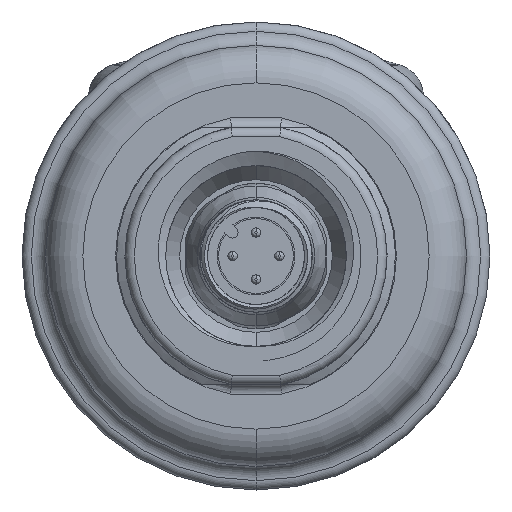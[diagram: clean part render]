
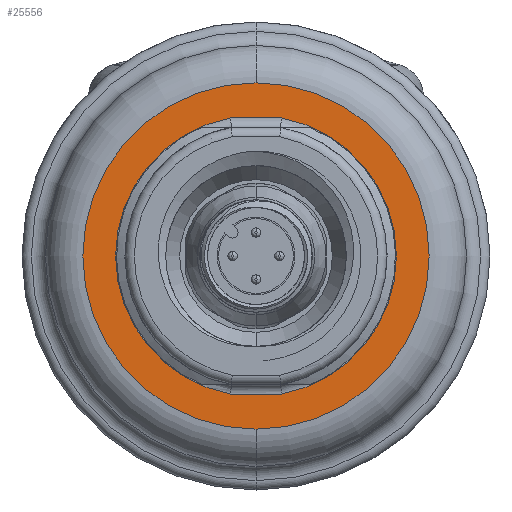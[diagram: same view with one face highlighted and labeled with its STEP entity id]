
A CAD part, front view. The second image highlights one B-rep face of the part: STEP entity #25556.
In plain terms, the highlighted planar face has unit normal (0, -1, 0).
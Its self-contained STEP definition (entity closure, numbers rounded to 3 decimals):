
#3751=CARTESIAN_POINT('',(0.,-3.,0.));
#3752=DIRECTION('',(0.,-1.,0.));
#3753=DIRECTION('',(0.,0.,-1.));
#3754=AXIS2_PLACEMENT_3D('',#3751,#3752,#3753);
#3756=CARTESIAN_POINT('',(0.,-3.,0.));
#3757=DIRECTION('',(0.,-1.,0.));
#3758=DIRECTION('',(0.,0.,1.));
#3759=AXIS2_PLACEMENT_3D('',#3756,#3757,#3758);
#3761=CARTESIAN_POINT('',(0.,-3.,0.));
#3762=DIRECTION('',(0.,-1.,0.));
#3763=DIRECTION('',(-0.182,0.,0.983));
#3764=AXIS2_PLACEMENT_3D('',#3761,#3762,#3763);
#3766=DIRECTION('',(1.,0.,0.));
#3767=VECTOR('',#3766,5.454);
#3768=CARTESIAN_POINT('',(-2.727,-3.,-14.75));
#3769=LINE('',#3768,#3767);
#3770=CARTESIAN_POINT('',(0.,-3.,0.));
#3771=DIRECTION('',(0.,-1.,0.));
#3772=DIRECTION('',(0.182,0.,-0.983));
#3773=AXIS2_PLACEMENT_3D('',#3770,#3771,#3772);
#3775=DIRECTION('',(-1.,0.,0.));
#3776=VECTOR('',#3775,5.454);
#3777=CARTESIAN_POINT('',(2.727,-3.,14.75));
#3778=LINE('',#3777,#3776);
#22101=CARTESIAN_POINT('',(-2.727,-3.,14.75));
#22102=CARTESIAN_POINT('',(-2.727,-3.,-14.75));
#22103=VERTEX_POINT('',#22101);
#22104=VERTEX_POINT('',#22102);
#22109=CARTESIAN_POINT('',(2.727,-3.,-14.75));
#22110=CARTESIAN_POINT('',(2.727,-3.,14.75));
#22111=VERTEX_POINT('',#22109);
#22112=VERTEX_POINT('',#22110);
#22361=CARTESIAN_POINT('',(0.,-3.,-18.5));
#22362=CARTESIAN_POINT('',(0.,-3.,18.5));
#22363=VERTEX_POINT('',#22361);
#22364=VERTEX_POINT('',#22362);
#25536=CARTESIAN_POINT('',(0.,-3.,0.));
#25537=DIRECTION('',(0.,-1.,0.));
#25538=DIRECTION('',(0.,0.,1.));
#25539=AXIS2_PLACEMENT_3D('',#25536,#25537,#25538);
#25540=PLANE('',#25539);
#25542=ORIENTED_EDGE('',*,*,#25541,.F.);
#25544=ORIENTED_EDGE('',*,*,#25543,.F.);
#25545=EDGE_LOOP('',(#25542,#25544));
#25546=FACE_OUTER_BOUND('',#25545,.F.);
#25548=ORIENTED_EDGE('',*,*,#25547,.T.);
#25550=ORIENTED_EDGE('',*,*,#25549,.T.);
#25551=ORIENTED_EDGE('',*,*,#25526,.T.);
#25553=ORIENTED_EDGE('',*,*,#25552,.T.);
#25554=EDGE_LOOP('',(#25548,#25550,#25551,#25553));
#25555=FACE_BOUND('',#25554,.F.);
#25556=ADVANCED_FACE('',(#25546,#25555),#25540,.T.);
#3755=CIRCLE('',#3754,18.5);
#3760=CIRCLE('',#3759,18.5);
#3765=CIRCLE('',#3764,15.);
#3774=CIRCLE('',#3773,15.);
#25526=EDGE_CURVE('',#22111,#22112,#3774,.T.);
#25541=EDGE_CURVE('',#22363,#22364,#3755,.T.);
#25543=EDGE_CURVE('',#22364,#22363,#3760,.T.);
#25547=EDGE_CURVE('',#22103,#22104,#3765,.T.);
#25549=EDGE_CURVE('',#22104,#22111,#3769,.T.);
#25552=EDGE_CURVE('',#22112,#22103,#3778,.T.);
